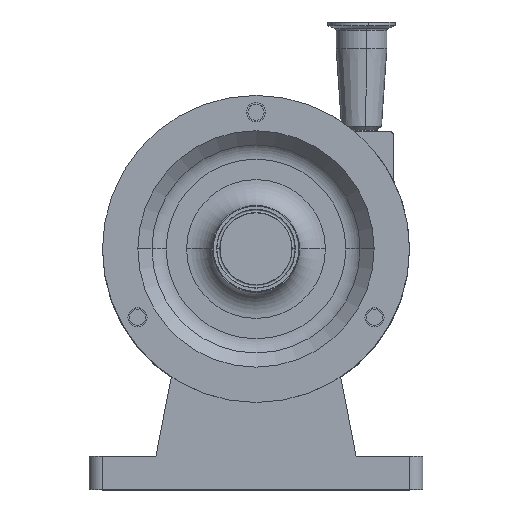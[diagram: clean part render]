
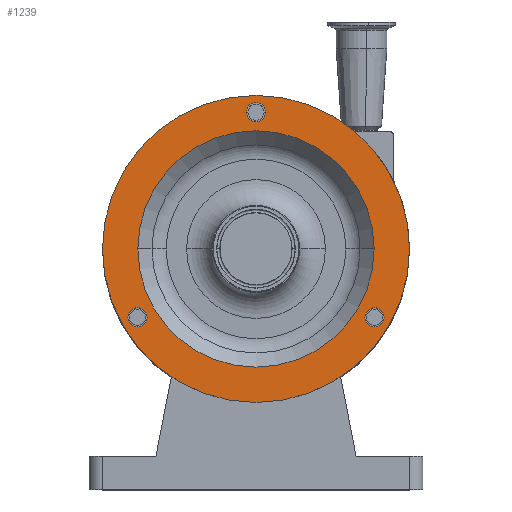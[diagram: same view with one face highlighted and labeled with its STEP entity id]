
A CAD part, top view. The second image highlights one B-rep face of the part: STEP entity #1239.
In plain terms, the highlighted planar face has unit normal (0, 0, 1).
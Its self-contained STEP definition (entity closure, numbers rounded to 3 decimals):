
#50 = EDGE_CURVE ( 'NONE', #7973, #8136, #1981, .T. ) ;
#1177 = ORIENTED_EDGE ( 'NONE', *, *, #8081, .F. ) ;
#1178 = EDGE_LOOP ( 'NONE', ( #1236, #1191 ) ) ;
#1182 = ORIENTED_EDGE ( 'NONE', *, *, #1228, .F. ) ;
#1185 = EDGE_LOOP ( 'NONE', ( #1235, #1177 ) ) ;
#1187 = ORIENTED_EDGE ( 'NONE', *, *, #1188, .F. ) ;
#1188 = EDGE_CURVE ( 'NONE', #8091, #7964, #6529, .T. ) ;
#1191 = ORIENTED_EDGE ( 'NONE', *, *, #50, .F. ) ;
#1209 = EDGE_CURVE ( 'NONE', #8116, #7968, #6515, .T. ) ;
#1228 = EDGE_CURVE ( 'NONE', #8023, #8022, #6581, .T. ) ;
#1231 = EDGE_LOOP ( 'NONE', ( #1182, #1237 ) ) ;
#1232 = EDGE_LOOP ( 'NONE', ( #1233, #1241 ) ) ;
#1233 = ORIENTED_EDGE ( 'NONE', *, *, #8095, .T. ) ;
#1234 = EDGE_CURVE ( 'NONE', #8011, #8076, #6479, .T. ) ;
#1235 = ORIENTED_EDGE ( 'NONE', *, *, #1209, .F. ) ;
#1236 = ORIENTED_EDGE ( 'NONE', *, *, #7570, .F. ) ;
#1237 = ORIENTED_EDGE ( 'NONE', *, *, #8100, .F. ) ;
#1239 = ADVANCED_FACE ( 'NONE', ( #6466, #6473, #6491, #6492, #6489 ), #6572, .F. ) ;
#1240 = ORIENTED_EDGE ( 'NONE', *, *, #8090, .F. ) ;
#1241 = ORIENTED_EDGE ( 'NONE', *, *, #1234, .T. ) ;
#1243 = EDGE_LOOP ( 'NONE', ( #1187, #1240 ) ) ;
#1981 = CIRCLE ( 'NONE', #2075, 88.5 ) ;
#2071 = DIRECTION ( 'NONE',  ( 1., 0., 0. ) ) ;
#2072 = DIRECTION ( 'NONE',  ( 0., 0., 1. ) ) ;
#2073 = CARTESIAN_POINT ( 'NONE',  ( 0., 0., 194. ) ) ;
#2075 = AXIS2_PLACEMENT_3D ( 'NONE', #2073, #2072, #2071 ) ;
#5700 = DIRECTION ( 'NONE',  ( 1., 0., 0. ) ) ;
#5701 = DIRECTION ( 'NONE',  ( 0., 0., 1. ) ) ;
#5702 = AXIS2_PLACEMENT_3D ( 'NONE', #5802, #5701, #5700 ) ;
#5707 = CIRCLE ( 'NONE', #5702, 88.5 ) ;
#5802 = CARTESIAN_POINT ( 'NONE',  ( 0., 0., 194. ) ) ;
#5998 = CARTESIAN_POINT ( 'NONE',  ( -95.911, -51.25, 194. ) ) ;
#6441 = DIRECTION ( 'NONE',  ( 0., 0., 1. ) ) ;
#6442 = AXIS2_PLACEMENT_3D ( 'NONE', #6445, #6441, #6558 ) ;
#6445 = CARTESIAN_POINT ( 'NONE',  ( -88.768, -51.25, 194. ) ) ;
#6466 = FACE_BOUND ( 'NONE', #1185, .T. ) ;
#6467 = DIRECTION ( 'NONE',  ( 0., 0., 1. ) ) ;
#6471 = DIRECTION ( 'NONE',  ( 1., 0., 0. ) ) ;
#6473 = FACE_BOUND ( 'NONE', #1243, .T. ) ;
#6478 = CARTESIAN_POINT ( 'NONE',  ( 0., 102.5, 194. ) ) ;
#6479 = CIRCLE ( 'NONE', #6488, 115. ) ;
#6484 = DIRECTION ( 'NONE',  ( 0., 0., -1. ) ) ;
#6485 = CARTESIAN_POINT ( 'NONE',  ( 0., 32., 194. ) ) ;
#6486 = DIRECTION ( 'NONE',  ( 1., 0., 0. ) ) ;
#6487 = DIRECTION ( 'NONE',  ( 0., 0., 1. ) ) ;
#6488 = AXIS2_PLACEMENT_3D ( 'NONE', #6571, #6487, #6486 ) ;
#6489 = FACE_BOUND ( 'NONE', #1178, .T. ) ;
#6491 = FACE_BOUND ( 'NONE', #1231, .T. ) ;
#6492 = FACE_OUTER_BOUND ( 'NONE', #1232, .T. ) ;
#6507 = DIRECTION ( 'NONE',  ( 1., 0., 0. ) ) ;
#6508 = DIRECTION ( 'NONE',  ( 0., 0., 1. ) ) ;
#6509 = CARTESIAN_POINT ( 'NONE',  ( 88.768, -51.25, 194. ) ) ;
#6510 = AXIS2_PLACEMENT_3D ( 'NONE', #6509, #6508, #6507 ) ;
#6515 = CIRCLE ( 'NONE', #6510, 7.144 ) ;
#6529 = CIRCLE ( 'NONE', #6442, 7.144 ) ;
#6558 = DIRECTION ( 'NONE',  ( 1., 0., 0. ) ) ;
#6571 = CARTESIAN_POINT ( 'NONE',  ( 0., 0., 194. ) ) ;
#6572 = PLANE ( 'NONE',  #6595 ) ;
#6575 = AXIS2_PLACEMENT_3D ( 'NONE', #6478, #6467, #6471 ) ;
#6581 = CIRCLE ( 'NONE', #6575, 7.144 ) ;
#6591 = CARTESIAN_POINT ( 'NONE',  ( 81.624, -51.25, 194. ) ) ;
#6592 = DIRECTION ( 'NONE',  ( -1., 0., 0. ) ) ;
#6595 = AXIS2_PLACEMENT_3D ( 'NONE', #6485, #6484, #6592 ) ;
#6630 = CIRCLE ( 'NONE', #6725, 7.144 ) ;
#6632 = DIRECTION ( 'NONE',  ( 1., 0., 0. ) ) ;
#6633 = DIRECTION ( 'NONE',  ( 0., 0., 1. ) ) ;
#6634 = AXIS2_PLACEMENT_3D ( 'NONE', #6649, #6633, #6632 ) ;
#6635 = CARTESIAN_POINT ( 'NONE',  ( 0., 102.5, 194. ) ) ;
#6643 = DIRECTION ( 'NONE',  ( 1., 0., 0. ) ) ;
#6644 = DIRECTION ( 'NONE',  ( 0., 0., 1. ) ) ;
#6645 = CARTESIAN_POINT ( 'NONE',  ( -88.768, -51.25, 194. ) ) ;
#6646 = AXIS2_PLACEMENT_3D ( 'NONE', #6645, #6644, #6643 ) ;
#6647 = CIRCLE ( 'NONE', #6646, 7.144 ) ;
#6648 = CIRCLE ( 'NONE', #6634, 115. ) ;
#6649 = CARTESIAN_POINT ( 'NONE',  ( 0., 0., 194. ) ) ;
#6682 = CARTESIAN_POINT ( 'NONE',  ( -81.624, -51.25, 194. ) ) ;
#6689 = DIRECTION ( 'NONE',  ( 1., 0., 0. ) ) ;
#6690 = DIRECTION ( 'NONE',  ( 0., 0., 1. ) ) ;
#6691 = AXIS2_PLACEMENT_3D ( 'NONE', #6696, #6690, #6689 ) ;
#6694 = CIRCLE ( 'NONE', #6691, 7.144 ) ;
#6696 = CARTESIAN_POINT ( 'NONE',  ( 88.768, -51.25, 194. ) ) ;
#6723 = DIRECTION ( 'NONE',  ( 1., 0., 0. ) ) ;
#6724 = DIRECTION ( 'NONE',  ( 0., 0., 1. ) ) ;
#6725 = AXIS2_PLACEMENT_3D ( 'NONE', #6635, #6724, #6723 ) ;
#6729 = CARTESIAN_POINT ( 'NONE',  ( 115., 0., 194. ) ) ;
#6787 = CARTESIAN_POINT ( 'NONE',  ( 7.144, 102.5, 194. ) ) ;
#6793 = CARTESIAN_POINT ( 'NONE',  ( -88.5, 0., 194. ) ) ;
#6859 = CARTESIAN_POINT ( 'NONE',  ( 95.911, -51.25, 194. ) ) ;
#6893 = CARTESIAN_POINT ( 'NONE',  ( -7.144, 102.5, 194. ) ) ;
#6896 = CARTESIAN_POINT ( 'NONE',  ( -115., 0., 194. ) ) ;
#6960 = CARTESIAN_POINT ( 'NONE',  ( 88.5, 0., 194. ) ) ;
#7570 = EDGE_CURVE ( 'NONE', #8136, #7973, #5707, .T. ) ;
#7964 = VERTEX_POINT ( 'NONE', #5998 ) ;
#7968 = VERTEX_POINT ( 'NONE', #6591 ) ;
#7973 = VERTEX_POINT ( 'NONE', #6793 ) ;
#8011 = VERTEX_POINT ( 'NONE', #6896 ) ;
#8022 = VERTEX_POINT ( 'NONE', #6893 ) ;
#8023 = VERTEX_POINT ( 'NONE', #6787 ) ;
#8076 = VERTEX_POINT ( 'NONE', #6729 ) ;
#8081 = EDGE_CURVE ( 'NONE', #7968, #8116, #6694, .T. ) ;
#8090 = EDGE_CURVE ( 'NONE', #7964, #8091, #6647, .T. ) ;
#8091 = VERTEX_POINT ( 'NONE', #6682 ) ;
#8095 = EDGE_CURVE ( 'NONE', #8076, #8011, #6648, .T. ) ;
#8100 = EDGE_CURVE ( 'NONE', #8022, #8023, #6630, .T. ) ;
#8116 = VERTEX_POINT ( 'NONE', #6859 ) ;
#8136 = VERTEX_POINT ( 'NONE', #6960 ) ;
